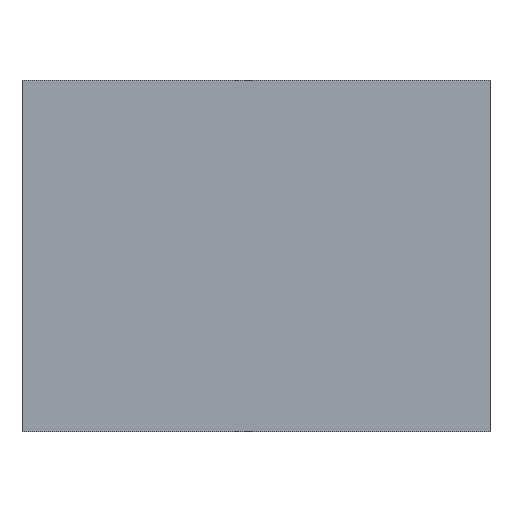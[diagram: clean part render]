
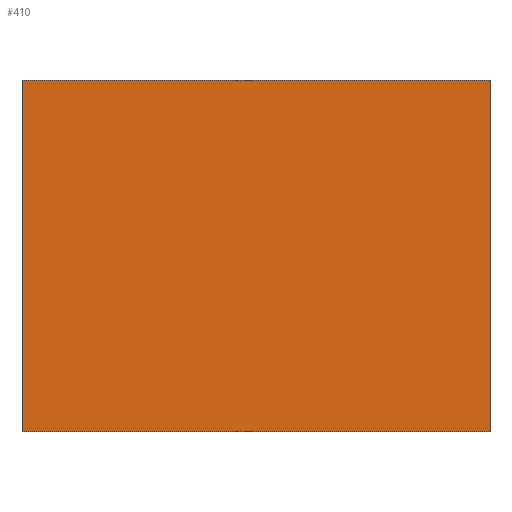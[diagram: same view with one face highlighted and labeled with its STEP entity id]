
A CAD part, left-side view. The second image highlights one B-rep face of the part: STEP entity #410.
In plain terms, the highlighted planar face has unit normal (-1, 0, 0).
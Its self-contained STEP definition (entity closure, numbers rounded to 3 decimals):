
#5 = VECTOR ( 'NONE', #249, 1000. ) ;
#57 = EDGE_CURVE ( 'NONE', #547, #236, #594, .T. ) ;
#67 = PLANE ( 'NONE',  #98 ) ;
#75 = EDGE_LOOP ( 'NONE', ( #484, #476, #615, #499 ) ) ;
#79 = DIRECTION ( 'NONE',  ( 0., 0., 1. ) ) ;
#92 = VECTOR ( 'NONE', #79, 1000. ) ;
#98 = AXIS2_PLACEMENT_3D ( 'NONE', #495, #538, #165 ) ;
#118 = DIRECTION ( 'NONE',  ( 0., 0., 1. ) ) ;
#147 = CARTESIAN_POINT ( 'NONE',  ( 0., 40., -30. ) ) ;
#152 = CARTESIAN_POINT ( 'NONE',  ( 0., 40., 0. ) ) ;
#165 = DIRECTION ( 'NONE',  ( 0., 0., -1. ) ) ;
#174 = CARTESIAN_POINT ( 'NONE',  ( 0., 0., 0. ) ) ;
#181 = VERTEX_POINT ( 'NONE', #152 ) ;
#189 = CARTESIAN_POINT ( 'NONE',  ( 0., 40., 0. ) ) ;
#191 = EDGE_CURVE ( 'NONE', #200, #547, #513, .T. ) ;
#192 = CARTESIAN_POINT ( 'NONE',  ( 0., 0., 0. ) ) ;
#196 = DIRECTION ( 'NONE',  ( 0., -1., 0. ) ) ;
#198 = CARTESIAN_POINT ( 'NONE',  ( 0., 5., -30. ) ) ;
#200 = VERTEX_POINT ( 'NONE', #147 ) ;
#236 = VERTEX_POINT ( 'NONE', #192 ) ;
#237 = EDGE_CURVE ( 'NONE', #181, #236, #546, .T. ) ;
#247 = EDGE_CURVE ( 'NONE', #200, #181, #288, .T. ) ;
#249 = DIRECTION ( 'NONE',  ( 0., -1., 0. ) ) ;
#288 = LINE ( 'NONE', #189, #600 ) ;
#327 = CARTESIAN_POINT ( 'NONE',  ( 0., 0., -30. ) ) ;
#378 = CARTESIAN_POINT ( 'NONE',  ( 0., 5., 0. ) ) ;
#410 = ADVANCED_FACE ( 'NONE', ( #609 ), #67, .F. ) ;
#476 = ORIENTED_EDGE ( 'NONE', *, *, #237, .F. ) ;
#484 = ORIENTED_EDGE ( 'NONE', *, *, #57, .T. ) ;
#495 = CARTESIAN_POINT ( 'NONE',  ( 0., 5., 0. ) ) ;
#499 = ORIENTED_EDGE ( 'NONE', *, *, #191, .T. ) ;
#513 = LINE ( 'NONE', #198, #520 ) ;
#520 = VECTOR ( 'NONE', #196, 1000. ) ;
#538 = DIRECTION ( 'NONE',  ( 1., 0., 0. ) ) ;
#546 = LINE ( 'NONE', #378, #5 ) ;
#547 = VERTEX_POINT ( 'NONE', #327 ) ;
#594 = LINE ( 'NONE', #174, #92 ) ;
#600 = VECTOR ( 'NONE', #118, 1000. ) ;
#609 = FACE_OUTER_BOUND ( 'NONE', #75, .T. ) ;
#615 = ORIENTED_EDGE ( 'NONE', *, *, #247, .F. ) ;
